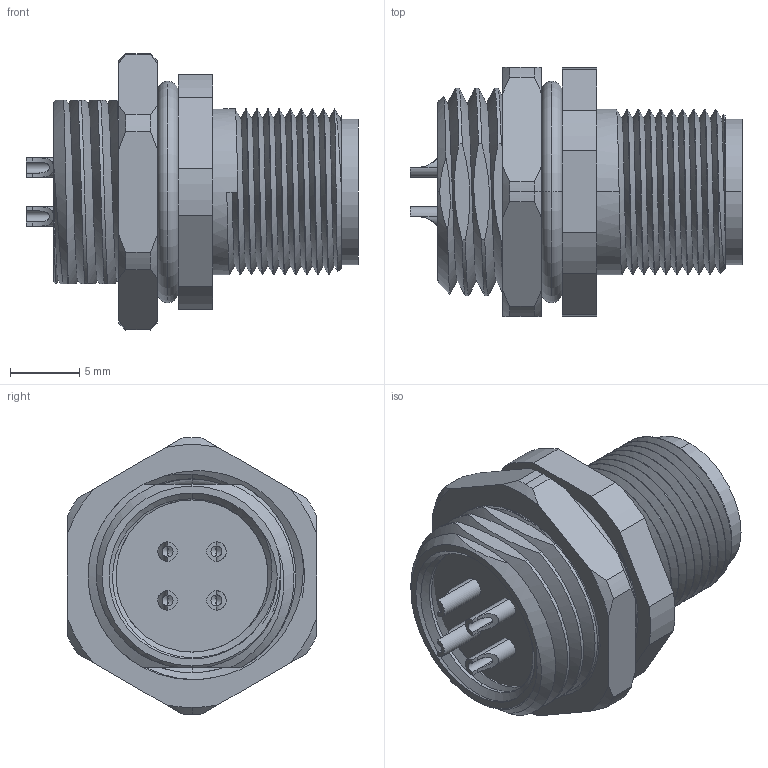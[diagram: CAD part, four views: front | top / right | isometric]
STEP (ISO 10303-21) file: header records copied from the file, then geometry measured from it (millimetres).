
FILE_DESCRIPTION (( 'STEP AP203' ), '1' );
FILE_NAME ('54-00188.STEP', '2020-10-15T17:01:55', ( '' ), ( '' ), 'SwSTEP 2.0', 'SolidWorks 2015', '' );
FILE_SCHEMA (( 'CONFIG_CONTROL_DESIGN' ));
Length unit declared in the file: millimetre
Products named in the file (6): 54-00188-05___; 54-00188-04___; 54-00188-03___; 54-00188-01___; 54-00188-02; 54-00188
Assembly tree (8 placements, depth 2):
  54-00188
    54-00188-01___
    54-00188-02
    54-00188-03___  x4
    54-00188-04___
    54-00188-05___
Bounding box: 24 x 18 x 20 mm (x, y, z)
Volume: 2726.4 mm3; surface area: 5143.8 mm2
Topology: 8 solids, 8 shells, 343 faces, 839 edges, 531 vertices
Faces by surface type: cylinder 151, plane 91, cone 55, torus 28, bspline 10, sphere 8
Entity records: 11948 total; most frequent: CARTESIAN_POINT 5648, ORIENTED_EDGE 1242, DIRECTION 1116, EDGE_CURVE 621, AXIS2_PLACEMENT_3D 443, VERTEX_POINT 405, EDGE_LOOP 270, ADVANCED_FACE 241
